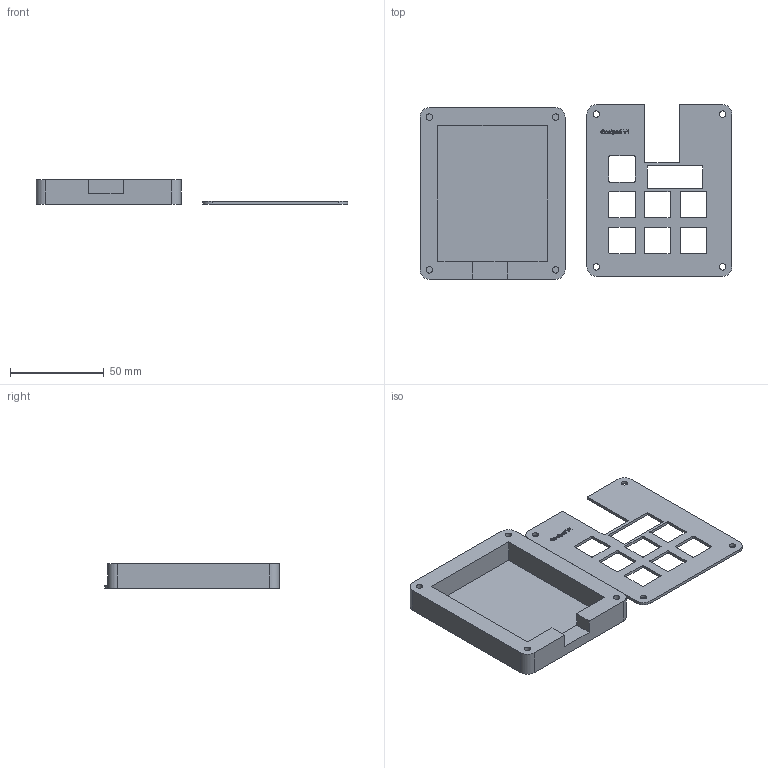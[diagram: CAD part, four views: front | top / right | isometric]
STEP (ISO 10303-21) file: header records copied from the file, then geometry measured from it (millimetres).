
FILE_DESCRIPTION(/* description */ (''),/* implementation_level */ '2;1');
FILE_NAME(/* name */ 'Goatpad V1.step',/* time_stamp */ '2026-01-04T19:20:06-08:00',/* author */ (''),/* organization */ (''),/* preprocessor_version */ 'ST-DEVELOPER v20.1',/* originating_system */ 'Autodesk Translation Framework v14.21.0.0',/* authorisation */ '');
FILE_SCHEMA (('AUTOMOTIVE_DESIGN { 1 0 10303 214 3 1 1 }'));
Length unit declared in the file: millimetre
Products named in the file (2): 2025-12-26-11-35-55-620; 2025-12-26-11-37-03-056
Assembly tree (1 placements, depth 2):
  2025-12-26-11-35-55-620
    2025-12-26-11-37-03-056
Bounding box: 166.08 x 92.99 x 13 mm (x, y, z)
Volume: 46253.4 mm3; surface area: 32529.8 mm2
Topology: 2 solids, 2 shells, 321 faces, 897 edges, 598 vertices
Faces by surface type: bspline 155, plane 122, cylinder 44
Full cylindrical faces by diameter (mm): 3.4 x8
Entity records: 11829 total; most frequent: CARTESIAN_POINT 4454, ORIENTED_EDGE 1794, DIRECTION 1013, EDGE_CURVE 897, VERTEX_POINT 598, LINE 499, VECTOR 499, EDGE_LOOP 363
